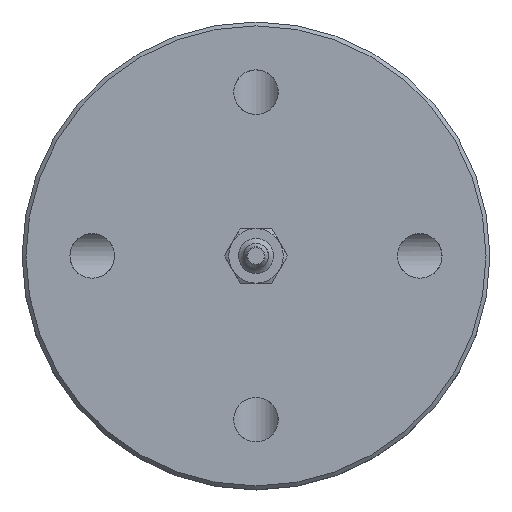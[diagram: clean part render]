
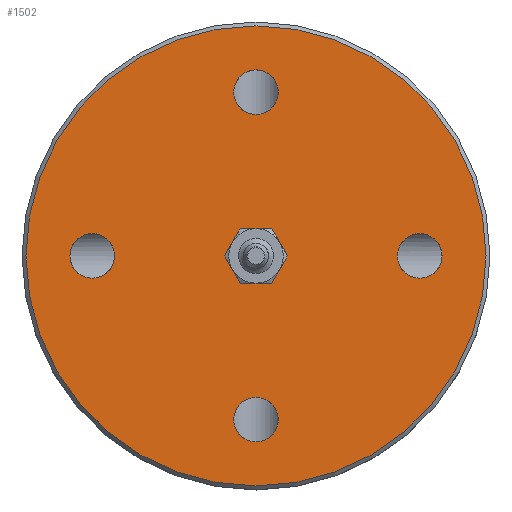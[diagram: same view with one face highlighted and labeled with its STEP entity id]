
A CAD part, top view. The second image highlights one B-rep face of the part: STEP entity #1502.
In plain terms, the highlighted planar face has unit normal (0, 0, 1).
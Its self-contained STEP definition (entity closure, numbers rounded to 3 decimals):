
#230=FACE_BOUND('',#343,.T.);
#231=FACE_BOUND('',#344,.T.);
#232=FACE_BOUND('',#345,.T.);
#233=FACE_BOUND('',#346,.T.);
#234=FACE_BOUND('',#347,.T.);
#254=FACE_OUTER_BOUND('',#342,.T.);
#342=EDGE_LOOP('',(#939));
#343=EDGE_LOOP('',(#940,#941,#942,#943,#944,#945));
#344=EDGE_LOOP('',(#946,#947));
#345=EDGE_LOOP('',(#948,#949));
#346=EDGE_LOOP('',(#950,#951));
#347=EDGE_LOOP('',(#952,#953));
#454=CIRCLE('',#1617,59.);
#455=CIRCLE('',#1618,7.);
#456=CIRCLE('',#1619,7.);
#457=CIRCLE('',#1620,7.);
#458=CIRCLE('',#1621,7.);
#459=CIRCLE('',#1622,7.);
#460=CIRCLE('',#1623,7.);
#461=CIRCLE('',#1624,5.723);
#462=CIRCLE('',#1625,5.723);
#463=CIRCLE('',#1626,5.723);
#464=CIRCLE('',#1627,5.723);
#465=CIRCLE('',#1628,5.723);
#466=CIRCLE('',#1629,5.723);
#467=CIRCLE('',#1630,5.723);
#468=CIRCLE('',#1631,5.723);
#563=VERTEX_POINT('',#2277);
#564=VERTEX_POINT('',#2279);
#565=VERTEX_POINT('',#2280);
#566=VERTEX_POINT('',#2282);
#567=VERTEX_POINT('',#2284);
#568=VERTEX_POINT('',#2286);
#569=VERTEX_POINT('',#2288);
#570=VERTEX_POINT('',#2291);
#571=VERTEX_POINT('',#2292);
#572=VERTEX_POINT('',#2295);
#573=VERTEX_POINT('',#2296);
#574=VERTEX_POINT('',#2299);
#575=VERTEX_POINT('',#2300);
#576=VERTEX_POINT('',#2303);
#577=VERTEX_POINT('',#2304);
#715=EDGE_CURVE('',#563,#563,#454,.T.);
#716=EDGE_CURVE('',#564,#565,#455,.T.);
#717=EDGE_CURVE('',#565,#566,#456,.T.);
#718=EDGE_CURVE('',#566,#567,#457,.T.);
#719=EDGE_CURVE('',#567,#568,#458,.T.);
#720=EDGE_CURVE('',#568,#569,#459,.T.);
#721=EDGE_CURVE('',#569,#564,#460,.T.);
#722=EDGE_CURVE('',#570,#571,#461,.T.);
#723=EDGE_CURVE('',#571,#570,#462,.T.);
#724=EDGE_CURVE('',#572,#573,#463,.T.);
#725=EDGE_CURVE('',#573,#572,#464,.T.);
#726=EDGE_CURVE('',#574,#575,#465,.T.);
#727=EDGE_CURVE('',#575,#574,#466,.T.);
#728=EDGE_CURVE('',#576,#577,#467,.T.);
#729=EDGE_CURVE('',#577,#576,#468,.T.);
#939=ORIENTED_EDGE('',*,*,#715,.F.);
#940=ORIENTED_EDGE('',*,*,#716,.T.);
#941=ORIENTED_EDGE('',*,*,#717,.T.);
#942=ORIENTED_EDGE('',*,*,#718,.T.);
#943=ORIENTED_EDGE('',*,*,#719,.T.);
#944=ORIENTED_EDGE('',*,*,#720,.T.);
#945=ORIENTED_EDGE('',*,*,#721,.T.);
#946=ORIENTED_EDGE('',*,*,#722,.T.);
#947=ORIENTED_EDGE('',*,*,#723,.T.);
#948=ORIENTED_EDGE('',*,*,#724,.T.);
#949=ORIENTED_EDGE('',*,*,#725,.T.);
#950=ORIENTED_EDGE('',*,*,#726,.T.);
#951=ORIENTED_EDGE('',*,*,#727,.T.);
#952=ORIENTED_EDGE('',*,*,#728,.T.);
#953=ORIENTED_EDGE('',*,*,#729,.T.);
#1385=PLANE('',#1616);
#1502=ADVANCED_FACE('',(#254,#230,#231,#232,#233,#234),#1385,.T.);
#1616=AXIS2_PLACEMENT_3D('',#2276,#1828,#1829);
#1617=AXIS2_PLACEMENT_3D('',#2278,#1830,#1831);
#1618=AXIS2_PLACEMENT_3D('',#2281,#1832,#1833);
#1619=AXIS2_PLACEMENT_3D('',#2283,#1834,#1835);
#1620=AXIS2_PLACEMENT_3D('',#2285,#1836,#1837);
#1621=AXIS2_PLACEMENT_3D('',#2287,#1838,#1839);
#1622=AXIS2_PLACEMENT_3D('',#2289,#1840,#1841);
#1623=AXIS2_PLACEMENT_3D('',#2290,#1842,#1843);
#1624=AXIS2_PLACEMENT_3D('',#2293,#1844,#1845);
#1625=AXIS2_PLACEMENT_3D('',#2294,#1846,#1847);
#1626=AXIS2_PLACEMENT_3D('',#2297,#1848,#1849);
#1627=AXIS2_PLACEMENT_3D('',#2298,#1850,#1851);
#1628=AXIS2_PLACEMENT_3D('',#2301,#1852,#1853);
#1629=AXIS2_PLACEMENT_3D('',#2302,#1854,#1855);
#1630=AXIS2_PLACEMENT_3D('',#2305,#1856,#1857);
#1631=AXIS2_PLACEMENT_3D('',#2306,#1858,#1859);
#1828=DIRECTION('center_axis',(0.,0.,1.));
#1829=DIRECTION('ref_axis',(1.,0.,0.));
#1830=DIRECTION('center_axis',(0.,0.,-1.));
#1831=DIRECTION('ref_axis',(-1.,0.,0.));
#1832=DIRECTION('center_axis',(0.,0.,
-1.));
#1833=DIRECTION('ref_axis',(1.,0.,0.));
#1834=DIRECTION('center_axis',(0.,0.,
-1.));
#1835=DIRECTION('ref_axis',(1.,0.,0.));
#1836=DIRECTION('center_axis',(0.,0.,
-1.));
#1837=DIRECTION('ref_axis',(1.,0.,0.));
#1838=DIRECTION('center_axis',(0.,0.,
-1.));
#1839=DIRECTION('ref_axis',(1.,0.,0.));
#1840=DIRECTION('center_axis',(0.,0.,
-1.));
#1841=DIRECTION('ref_axis',(1.,0.,0.));
#1842=DIRECTION('center_axis',(0.,0.,
-1.));
#1843=DIRECTION('ref_axis',(1.,0.,0.));
#1844=DIRECTION('center_axis',(0.,0.,-1.));
#1845=DIRECTION('ref_axis',(1.,0.,0.));
#1846=DIRECTION('center_axis',(0.,0.,-1.));
#1847=DIRECTION('ref_axis',(1.,0.,0.));
#1848=DIRECTION('center_axis',(0.,0.,-1.));
#1849=DIRECTION('ref_axis',(1.,0.,0.));
#1850=DIRECTION('center_axis',(0.,0.,-1.));
#1851=DIRECTION('ref_axis',(1.,0.,0.));
#1852=DIRECTION('center_axis',(0.,0.,-1.));
#1853=DIRECTION('ref_axis',(1.,0.,0.));
#1854=DIRECTION('center_axis',(0.,0.,-1.));
#1855=DIRECTION('ref_axis',(1.,0.,0.));
#1856=DIRECTION('center_axis',(0.,0.,-1.));
#1857=DIRECTION('ref_axis',(1.,0.,0.));
#1858=DIRECTION('center_axis',(0.,0.,-1.));
#1859=DIRECTION('ref_axis',(1.,0.,0.));
#2276=CARTESIAN_POINT('Origin',(30.,0.,32.));
#2277=CARTESIAN_POINT('',(59.,0.,32.));
#2278=CARTESIAN_POINT('Origin',(0.,0.,32.));
#2279=CARTESIAN_POINT('',(0.,7.,32.));
#2280=CARTESIAN_POINT('',(6.062,3.5,32.));
#2281=CARTESIAN_POINT('Origin',(0.,0.,32.));
#2282=CARTESIAN_POINT('',(6.062,-3.5,32.));
#2283=CARTESIAN_POINT('Origin',(0.,0.,32.));
#2284=CARTESIAN_POINT('',(0.,-7.,32.));
#2285=CARTESIAN_POINT('Origin',(0.,0.,32.));
#2286=CARTESIAN_POINT('',(-6.062,-3.5,32.));
#2287=CARTESIAN_POINT('Origin',(0.,0.,32.));
#2288=CARTESIAN_POINT('',(-6.062,3.5,32.));
#2289=CARTESIAN_POINT('Origin',(0.,0.,32.));
#2290=CARTESIAN_POINT('Origin',(0.,0.,32.));
#2291=CARTESIAN_POINT('',(5.723,-42.,32.));
#2292=CARTESIAN_POINT('',(-5.722,-42.,32.));
#2293=CARTESIAN_POINT('Origin',(0.,-42.,32.));
#2294=CARTESIAN_POINT('Origin',(0.,-42.,32.));
#2295=CARTESIAN_POINT('',(5.723,42.,32.));
#2296=CARTESIAN_POINT('',(-5.722,42.,32.));
#2297=CARTESIAN_POINT('Origin',(0.,42.,32.));
#2298=CARTESIAN_POINT('Origin',(0.,42.,32.));
#2299=CARTESIAN_POINT('',(47.723,0.,32.));
#2300=CARTESIAN_POINT('',(36.278,0.,32.));
#2301=CARTESIAN_POINT('Origin',(42.,0.,32.));
#2302=CARTESIAN_POINT('Origin',(42.,0.,32.));
#2303=CARTESIAN_POINT('',(-36.278,0.,32.));
#2304=CARTESIAN_POINT('',(-47.723,0.,32.));
#2305=CARTESIAN_POINT('Origin',(-42.,0.,32.));
#2306=CARTESIAN_POINT('Origin',(-42.,0.,32.));
